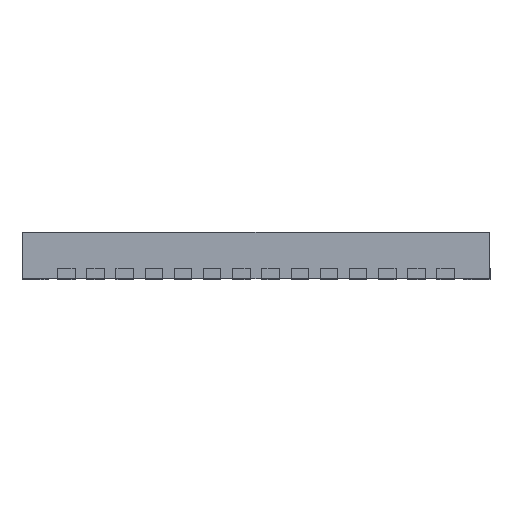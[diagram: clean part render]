
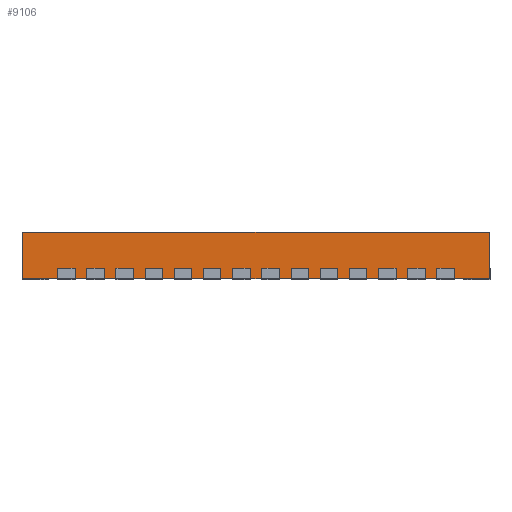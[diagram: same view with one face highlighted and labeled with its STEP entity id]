
A CAD part, left-side view. The second image highlights one B-rep face of the part: STEP entity #9106.
In plain terms, the highlighted planar face has unit normal (-1, 0, 0).
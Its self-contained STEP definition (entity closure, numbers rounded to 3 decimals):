
#3068 = VECTOR ( 'NONE', #15541, 1000. ) ;
#3586 = DIRECTION ( 'NONE',  ( 0., 0., -1. ) ) ;
#4596 = DIRECTION ( 'NONE',  ( 0., -1., 0. ) ) ;
#4681 = CARTESIAN_POINT ( 'NONE',  ( -4., -4., 0.8 ) ) ;
#7362 = LINE ( 'NONE', #4681, #3068 ) ;
#8203 = DIRECTION ( 'NONE',  ( 0., -1., 0. ) ) ;
#8205 = VERTEX_POINT ( 'NONE', #11672 ) ;
#9106 = ADVANCED_FACE ( 'NONE', ( #28914 ), #12501, .F. ) ;
#9338 = VERTEX_POINT ( 'NONE', #14791 ) ;
#9696 = ORIENTED_EDGE ( 'NONE', *, *, #12536, .T. ) ;
#11672 = CARTESIAN_POINT ( 'NONE',  ( -4., -4., 0. ) ) ;
#12501 = PLANE ( 'NONE',  #31189 ) ;
#12536 = EDGE_CURVE ( 'NONE', #34644, #27757, #28012, .T. ) ;
#12619 = CARTESIAN_POINT ( 'NONE',  ( -4., -4., 0.8 ) ) ;
#13226 = LINE ( 'NONE', #32694, #28850 ) ;
#13832 = VECTOR ( 'NONE', #3586, 1000. ) ;
#14127 = EDGE_CURVE ( 'NONE', #9338, #8205, #7362, .T. ) ;
#14791 = CARTESIAN_POINT ( 'NONE',  ( -4., -4., 0.8 ) ) ;
#14996 = DIRECTION ( 'NONE',  ( 0., 0., -1. ) ) ;
#15541 = DIRECTION ( 'NONE',  ( 0., 0., -1. ) ) ;
#16732 = ORIENTED_EDGE ( 'NONE', *, *, #14127, .F. ) ;
#17142 = CARTESIAN_POINT ( 'NONE',  ( -4., 4., 0.8 ) ) ;
#17570 = EDGE_LOOP ( 'NONE', ( #21002, #16732, #21887, #9696 ) ) ;
#17609 = EDGE_CURVE ( 'NONE', #27757, #8205, #13226, .T. ) ;
#18911 = EDGE_CURVE ( 'NONE', #34644, #9338, #28684, .T. ) ;
#20522 = DIRECTION ( 'NONE',  ( 1., 0., 0. ) ) ;
#20720 = CARTESIAN_POINT ( 'NONE',  ( -4., 4., 0. ) ) ;
#21002 = ORIENTED_EDGE ( 'NONE', *, *, #17609, .T. ) ;
#21887 = ORIENTED_EDGE ( 'NONE', *, *, #18911, .F. ) ;
#27757 = VERTEX_POINT ( 'NONE', #20720 ) ;
#28012 = LINE ( 'NONE', #17142, #13832 ) ;
#28575 = CARTESIAN_POINT ( 'NONE',  ( -4., -4., 0.8 ) ) ;
#28684 = LINE ( 'NONE', #12619, #31158 ) ;
#28850 = VECTOR ( 'NONE', #8203, 1000. ) ;
#28914 = FACE_OUTER_BOUND ( 'NONE', #17570, .T. ) ;
#31158 = VECTOR ( 'NONE', #4596, 1000. ) ;
#31189 = AXIS2_PLACEMENT_3D ( 'NONE', #28575, #20522, #14996 ) ;
#32694 = CARTESIAN_POINT ( 'NONE',  ( -4., -4., 0. ) ) ;
#32848 = CARTESIAN_POINT ( 'NONE',  ( -4., 4., 0.8 ) ) ;
#34644 = VERTEX_POINT ( 'NONE', #32848 ) ;
